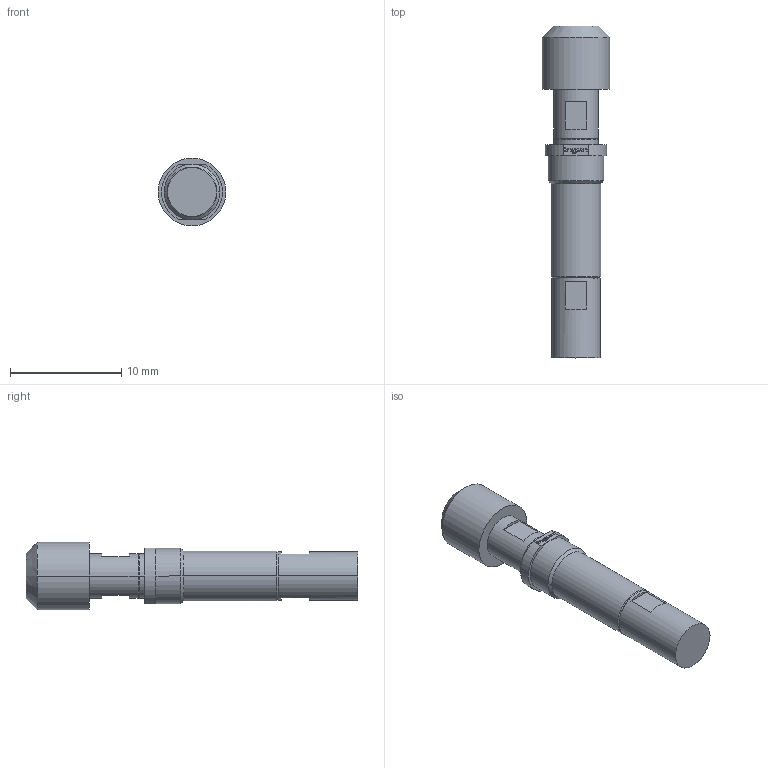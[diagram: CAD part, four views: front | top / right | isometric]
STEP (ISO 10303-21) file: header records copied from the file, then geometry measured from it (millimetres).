
FILE_DESCRIPTION (( 'STEP AP203' ), '1' );
FILE_NAME ('INGUN_HFS-4x0_303_150_A_xx42_F_M.STEP', '2022-04-26T12:22:27', ( 'ochi' ), ( '' ), 'SwSTEP 2.0', 'SolidWorks 2018', '' );
FILE_SCHEMA (( 'CONFIG_CONTROL_DESIGN' ));
Length unit declared in the file: millimetre
Products named in the file (1): INGUN_HFS-4x0_303_150_A_xx42_F_M
Bounding box: 6.1 x 29.9 x 6.1 mm (x, y, z)
Volume: 475.7 mm3; surface area: 632.1 mm2
Topology: 1 solids, 1 shells, 198 faces, 485 edges, 309 vertices
Faces by surface type: plane 132, cylinder 34, bspline 22, cone 10
Entity records: 6190 total; most frequent: CARTESIAN_POINT 1848, ORIENTED_EDGE 966, DIRECTION 761, EDGE_CURVE 483, VERTEX_POINT 309, AXIS2_PLACEMENT_3D 258, VECTOR 245, LINE 245
